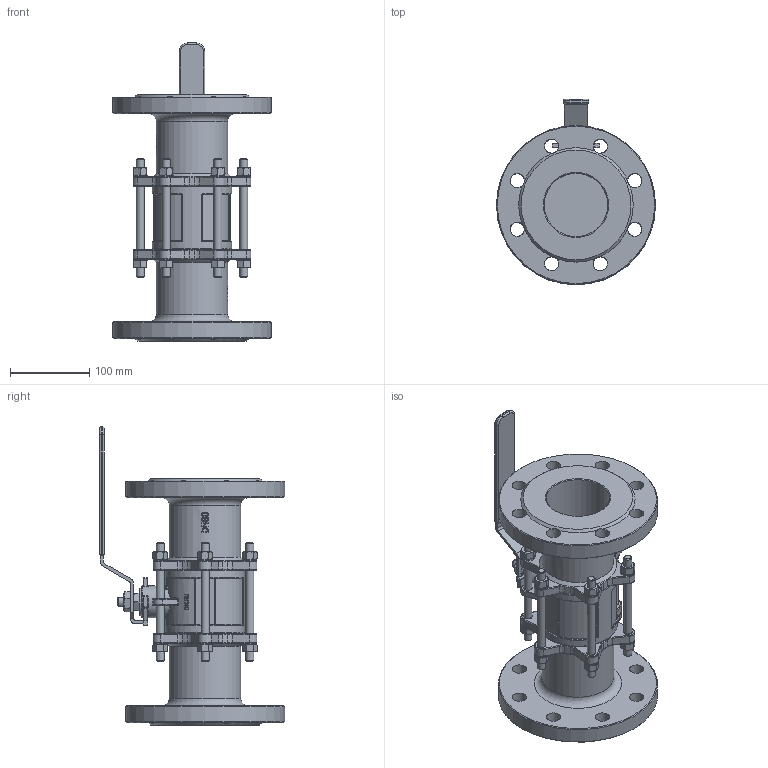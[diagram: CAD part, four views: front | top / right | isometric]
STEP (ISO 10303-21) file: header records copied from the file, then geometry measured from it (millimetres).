
FILE_DESCRIPTION(/* description */ (''),/* implementation_level */ '2;1');
FILE_NAME(/* name */ 'DN80_3D_STEP.stp',/* time_stamp */ '2025-12-16T00:07:16+03:00',/* author */ ('igorr'),/* organization */ (''),/* preprocessor_version */ 'ST-DEVELOPER v20',/* originating_system */ 'Autodesk Inventor 2025',/* authorisation */ '');
FILE_SCHEMA (('AUTOMOTIVE_DESIGN { 1 0 10303 214 3 1 1 }'));
Length unit declared in the file: millimetre
Products named in the file (7): Сборка; Деталь1; Деталь6; Деталь2; BS 3692 - M14; AS 1237 - 10; ANSI B18.2.4.2M - M10x1,5
Assembly tree (30 placements, depth 2):
  Сборка
    Деталь1
    Деталь6
    Деталь2  x2
    BS 3692 - M14  x2
    ANSI B18.2.4.2M - M10x1,5  x12
    AS 1237 - 10  x12
Bounding box: 200 x 232.89 x 375 mm (x, y, z)
Volume: 2364163.5 mm3; surface area: 410564.6 mm2
Topology: 48 solids, 48 shells, 1327 faces, 3055 edges, 1847 vertices
Faces by surface type: plane 425, cylinder 333, cone 220, bspline 166, torus 151, sphere 32
Full cylindrical faces by diameter (mm): 8.376 x12, 10 x18, 10.5 x12, 11 x14, 11.835 x2, 16 x1, 18 x28, 34.454 x1, 40 x1, 80 x2, 90 x2, 100 x1, 200 x2
Entity records: 26567 total; most frequent: CARTESIAN_POINT 8123, ORIENTED_EDGE 3664, DIRECTION 3558, EDGE_CURVE 1832, AXIS2_PLACEMENT_3D 1412, VERTEX_POINT 1112, EDGE_LOOP 836, FACE_OUTER_BOUND 776
